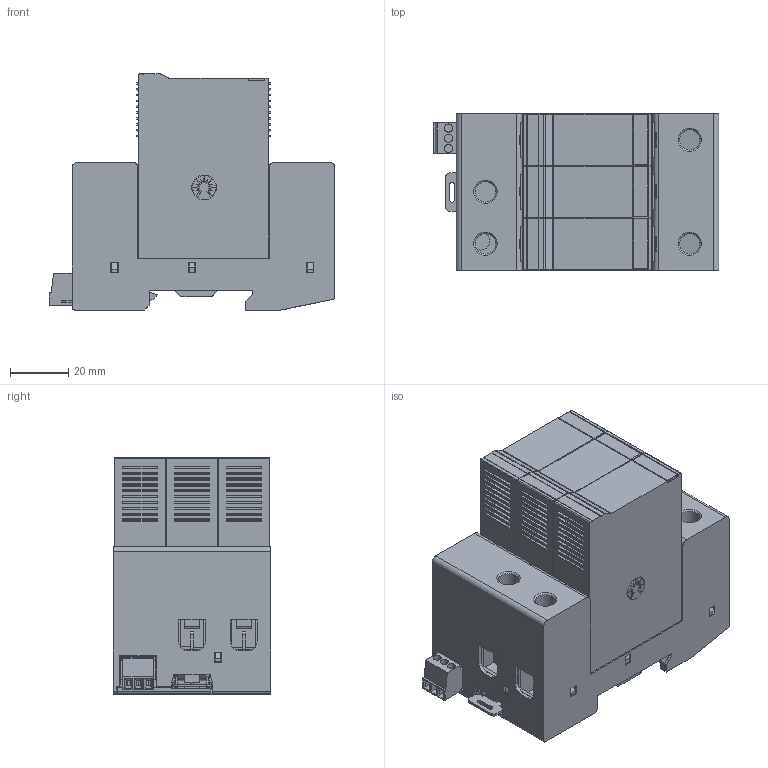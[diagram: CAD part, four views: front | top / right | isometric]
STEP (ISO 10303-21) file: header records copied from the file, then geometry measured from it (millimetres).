
FILE_DESCRIPTION(('Creo Elements/Direct Modeling STEP Export'),'2;1');
FILE_NAME('DS50VGPVS-1500G-51.stp','2016-01-14T 9:14:25',(''),(''),'PTC Creo Elements/Direct Modeling STEP processor for AP214 (Solid Model)','PTC Creo Elements/Direct Modeling 19.0C 15-Aug-2015 (C) Parametric Technology GmbH','');
FILE_SCHEMA(('AUTOMOTIVE_DESIGN { 1 0 10303 214 1 1 1 1 }'));
Products named in the file (2): DS50VGPVS-XXXG-51
Assembly tree (1 placements, depth 2):
  DS50VGPVS-XXXG-51
    DS50VGPVS-XXXG-51
Bounding box: 97.95 x 54 x 80.9 mm (x, y, z)
Volume: 193513.2 mm3; surface area: 96805.7 mm2
Topology: 1 solids, 6 shells, 2075 faces, 5853 edges, 3866 vertices
Faces by surface type: plane 1840, cylinder 210, cone 20, bspline 2, sphere 1, extrusion 1, torus 1
Entity records: 63570 total; most frequent: ORIENTED_EDGE 11702, CARTESIAN_POINT 11530, DIRECTION 9289, EDGE_CURVE 5851, VECTOR 5105, LINE 5104, VERTEX_POINT 3866, EDGE_LOOP 2241
